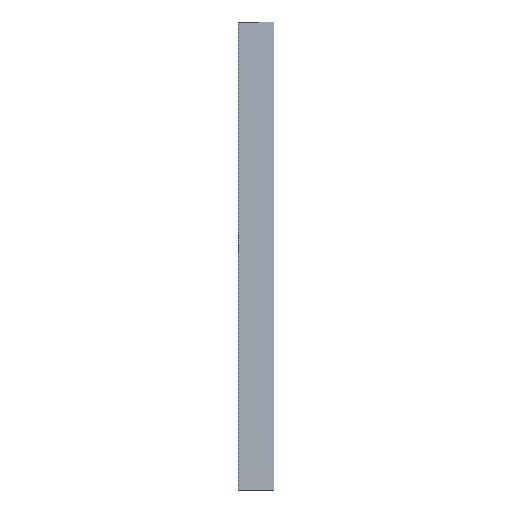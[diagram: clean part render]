
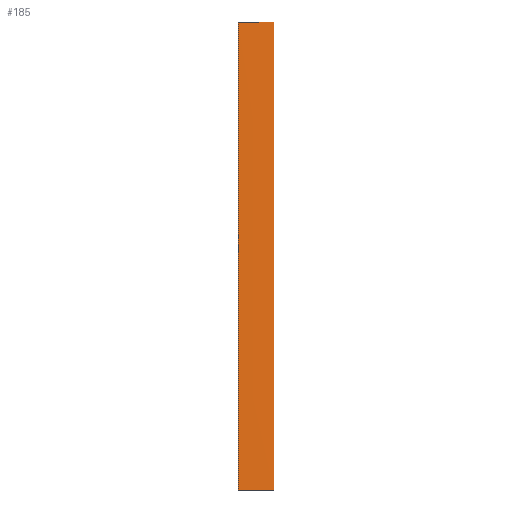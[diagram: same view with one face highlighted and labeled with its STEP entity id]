
A CAD part, front view. The second image highlights one B-rep face of the part: STEP entity #185.
In plain terms, the highlighted face is a extrusion surface.
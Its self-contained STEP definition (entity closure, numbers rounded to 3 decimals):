
#122=CARTESIAN_POINT('Vertex',(395.909,-29.987,656.)) ;
#125=CARTESIAN_POINT('Line Origine',(395.909,-29.987,328.)) ;
#129=CARTESIAN_POINT('Vertex',(395.909,-29.987,0.)) ;
#145=CARTESIAN_POINT('Control Point',(395.909,-29.987,0.)) ;
#146=CARTESIAN_POINT('Control Point',(385.88,-31.902,0.)) ;
#147=CARTESIAN_POINT('Control Point',(375.854,-33.76,0.)) ;
#148=CARTESIAN_POINT('Control Point',(365.847,-35.552,0.)) ;
#149=CARTESIAN_POINT('Control Point',(355.876,-37.27,0.)) ;
#150=CARTESIAN_POINT('Control Point',(345.955,-38.906,0.)) ;
#155=CARTESIAN_POINT('Control Point',(395.909,-29.987,656.)) ;
#156=CARTESIAN_POINT('Control Point',(385.88,-31.902,656.)) ;
#157=CARTESIAN_POINT('Control Point',(375.854,-33.76,656.)) ;
#158=CARTESIAN_POINT('Control Point',(365.847,-35.552,656.)) ;
#159=CARTESIAN_POINT('Control Point',(355.876,-37.27,656.)) ;
#160=CARTESIAN_POINT('Control Point',(345.955,-38.906,656.)) ;
#161=CARTESIAN_POINT('Vertex',(345.955,-38.906,656.)) ;
#164=CARTESIAN_POINT('Line Origine',(345.955,-38.906,328.)) ;
#168=CARTESIAN_POINT('Vertex',(345.955,-38.906,0.)) ;
#172=CARTESIAN_POINT('Control Point',(395.909,-29.987,0.)) ;
#173=CARTESIAN_POINT('Control Point',(385.88,-31.902,0.)) ;
#174=CARTESIAN_POINT('Control Point',(375.854,-33.76,0.)) ;
#175=CARTESIAN_POINT('Control Point',(365.847,-35.552,0.)) ;
#176=CARTESIAN_POINT('Control Point',(355.876,-37.27,0.)) ;
#177=CARTESIAN_POINT('Control Point',(345.955,-38.906,0.)) ;
#127=VECTOR('Line Direction',#126,1.) ;
#152=VECTOR('Extrusion Surface Vector',#151,1.) ;
#166=VECTOR('Line Direction',#165,1.) ;
#126=DIRECTION('Vector Direction',(0.,0.,1.)) ;
#151=DIRECTION('Vector Direction',(0.,0.,1.)) ;
#165=DIRECTION('Vector Direction',(0.,0.,1.)) ;
#128=LINE('Line',#125,#127) ;
#167=LINE('Line',#164,#166) ;
#131=EDGE_CURVE('',#130,#123,#128,.T.) ;
#163=EDGE_CURVE('',#123,#162,#154,.T.) ;
#170=EDGE_CURVE('',#169,#162,#167,.T.) ;
#178=EDGE_CURVE('',#130,#169,#171,.T.) ;
#180=ORIENTED_EDGE('',*,*,#163,.T.) ;
#181=ORIENTED_EDGE('',*,*,#170,.F.) ;
#182=ORIENTED_EDGE('',*,*,#178,.F.) ;
#183=ORIENTED_EDGE('',*,*,#131,.T.) ;
#179=EDGE_LOOP('',(#180,#181,#182,#183)) ;
#123=VERTEX_POINT('',#122) ;
#130=VERTEX_POINT('',#129) ;
#162=VERTEX_POINT('',#161) ;
#169=VERTEX_POINT('',#168) ;
#185=ADVANCED_FACE('PartBody',(#184),#153,.F.) ;
#144=B_SPLINE_CURVE_WITH_KNOTS('',5,(#145,#146,#147,#148,#149,#150),.UNSPECIFIED.,.F.,.U.,(6,6),(0.,50.746),.UNSPECIFIED.) ;
#154=B_SPLINE_CURVE_WITH_KNOTS('',5,(#155,#156,#157,#158,#159,#160),.UNSPECIFIED.,.F.,.U.,(6,6),(500000.189,500000.257),.UNSPECIFIED.) ;
#171=B_SPLINE_CURVE_WITH_KNOTS('',5,(#172,#173,#174,#175,#176,#177),.UNSPECIFIED.,.F.,.U.,(6,6),(500000.189,500000.257),.UNSPECIFIED.) ;
#184=FACE_OUTER_BOUND('',#179,.T.) ;
#153=SURFACE_OF_LINEAR_EXTRUSION('generated tabulated cylinder',#144,#152) ;
